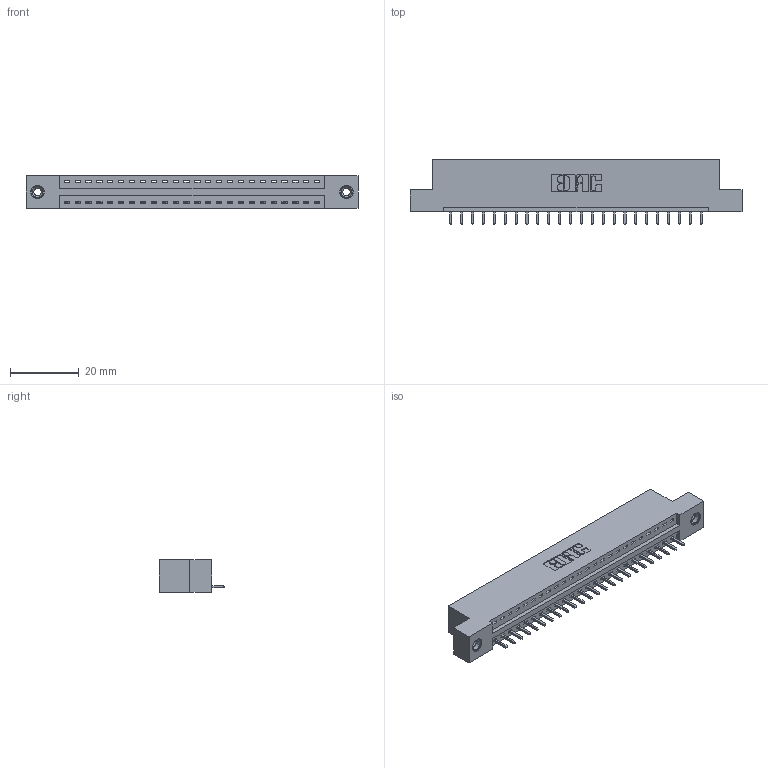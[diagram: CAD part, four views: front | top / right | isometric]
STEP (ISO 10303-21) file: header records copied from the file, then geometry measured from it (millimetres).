
FILE_DESCRIPTION (( 'STEP AP203' ), '1' );
FILE_NAME ('396-024-521-108.STEP', '2018-09-01T12:57:02', ( '' ), ( '' ), 'SwSTEP 2.0', 'SolidWorks 2016', '' );
FILE_SCHEMA (( 'CONFIG_CONTROL_DESIGN' ));
Length unit declared in the file: inch
Products named in the file (4): 346 Part_Flush Mounting Lugs - 0.156 Dia-TI; 345-292-001_345-293-121; 345-250-001_345-250-003-102; 396-024-521-108
Assembly tree (27 placements, depth 2):
  396-024-521-108
    346 Part_Flush Mounting Lugs - 0.156 Dia-TI
    345-292-001_345-293-121  x24
    345-250-001_345-250-003-102  x2
Bounding box: 96.77 x 19.05 x 9.4 mm (x, y, z)
Volume: 9064.6 mm3; surface area: 10885.5 mm2
Topology: 27 solids, 27 shells, 1574 faces, 4689 edges, 3086 vertices
Faces by surface type: plane 1068, cylinder 490, cone 12, torus 4
Entity records: 18522 total; most frequent: CARTESIAN_POINT 3163, ORIENTED_EDGE 3114, DIRECTION 2839, EDGE_CURVE 1557, VECTOR 1309, LINE 1309, VERTEX_POINT 1032, AXIS2_PLACEMENT_3D 765
